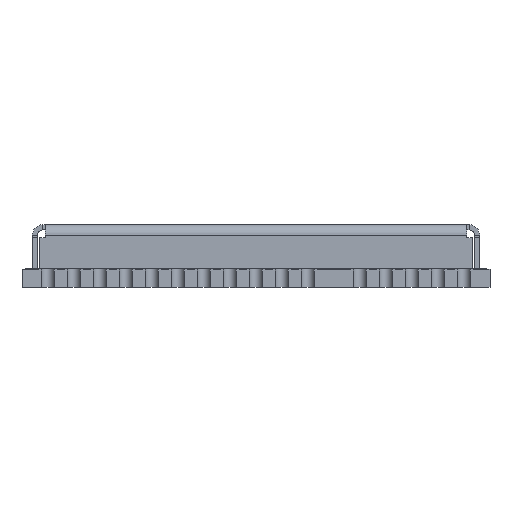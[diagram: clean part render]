
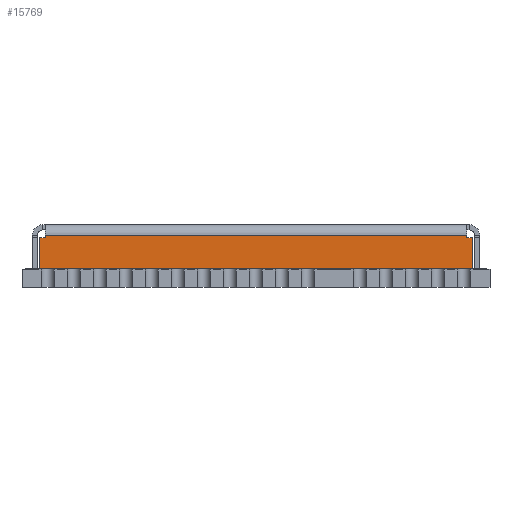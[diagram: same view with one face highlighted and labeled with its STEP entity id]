
A CAD part, front view. The second image highlights one B-rep face of the part: STEP entity #15769.
In plain terms, the highlighted face is planar.
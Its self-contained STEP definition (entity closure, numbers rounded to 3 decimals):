
#54 = ORIENTED_EDGE ( 'NONE', *, *, #1885, .F. ) ;
#293 = DIRECTION ( 'NONE',  ( 0., 0., 1. ) ) ;
#505 = CARTESIAN_POINT ( 'NONE',  ( 16.7, 17.2, 0.4 ) ) ;
#590 = ORIENTED_EDGE ( 'NONE', *, *, #6455, .T. ) ;
#600 = EDGE_CURVE ( 'NONE', #5801, #15693, #15955, .T. ) ;
#838 = DIRECTION ( 'NONE',  ( 0., 0., -1. ) ) ;
#866 = CARTESIAN_POINT ( 'NONE',  ( 0.5, 17.2, 0.5 ) ) ;
#996 = DIRECTION ( 'NONE',  ( -1., 0., 0. ) ) ;
#1593 = ORIENTED_EDGE ( 'NONE', *, *, #14707, .T. ) ;
#1719 = CARTESIAN_POINT ( 'NONE',  ( 0., 17.2, 0.5 ) ) ;
#1790 = CARTESIAN_POINT ( 'NONE',  ( 0., 17.2, 1.7 ) ) ;
#1806 = CARTESIAN_POINT ( 'NONE',  ( 0., 17.2, 0.5 ) ) ;
#1885 = EDGE_CURVE ( 'NONE', #5801, #12144, #9125, .T. ) ;
#1961 = CARTESIAN_POINT ( 'NONE',  ( 16.929, 17.2, 1.7 ) ) ;
#2023 = VECTOR ( 'NONE', #15528, 1000. ) ;
#2238 = VECTOR ( 'NONE', #838, 1000. ) ;
#2614 = AXIS2_PLACEMENT_3D ( 'NONE', #1790, #4114, #10313 ) ;
#2776 = CARTESIAN_POINT ( 'NONE',  ( 16.7, 17.2, 1.7 ) ) ;
#3407 = CARTESIAN_POINT ( 'NONE',  ( 0.271, 17.2, 2.85 ) ) ;
#3639 = VERTEX_POINT ( 'NONE', #5084 ) ;
#3782 = DIRECTION ( 'NONE',  ( 0., 0., -1. ) ) ;
#4039 = DIRECTION ( 'NONE',  ( -1., 0., 0. ) ) ;
#4114 = DIRECTION ( 'NONE',  ( 0., -1., 0. ) ) ;
#4521 = EDGE_CURVE ( 'NONE', #4761, #4588, #14884, .T. ) ;
#4525 = LINE ( 'NONE', #14494, #7765 ) ;
#4588 = VERTEX_POINT ( 'NONE', #14633 ) ;
#4761 = VERTEX_POINT ( 'NONE', #6417 ) ;
#4870 = CARTESIAN_POINT ( 'NONE',  ( 0.5, 17.2, 0.4 ) ) ;
#4888 = CARTESIAN_POINT ( 'NONE',  ( 0., 17.2, 1.7 ) ) ;
#5084 = CARTESIAN_POINT ( 'NONE',  ( 16.929, 17.2, 0.5 ) ) ;
#5380 = LINE ( 'NONE', #1806, #7727 ) ;
#5801 = VERTEX_POINT ( 'NONE', #505 ) ;
#6172 = EDGE_CURVE ( 'NONE', #11062, #4588, #11667, .T. ) ;
#6417 = CARTESIAN_POINT ( 'NONE',  ( 0.271, 17.2, 1.7 ) ) ;
#6455 = EDGE_CURVE ( 'NONE', #14863, #3639, #9893, .T. ) ;
#6835 = VECTOR ( 'NONE', #293, 1000. ) ;
#6951 = CARTESIAN_POINT ( 'NONE',  ( 16.7, 17.2, 0.5 ) ) ;
#7727 = VECTOR ( 'NONE', #4039, 1000. ) ;
#7765 = VECTOR ( 'NONE', #10567, 1000. ) ;
#8860 = EDGE_CURVE ( 'NONE', #14863, #4761, #16361, .T. ) ;
#9125 = LINE ( 'NONE', #2776, #6835 ) ;
#9389 = ORIENTED_EDGE ( 'NONE', *, *, #6172, .T. ) ;
#9837 = CARTESIAN_POINT ( 'NONE',  ( 16.7, 17.2, 0.4 ) ) ;
#9893 = LINE ( 'NONE', #15270, #12461 ) ;
#10310 = EDGE_LOOP ( 'NONE', ( #54, #15793, #12153, #9389, #15465, #12966, #590, #1593 ) ) ;
#10313 = DIRECTION ( 'NONE',  ( 0., 0., -1. ) ) ;
#10561 = PLANE ( 'NONE',  #2614 ) ;
#10567 = DIRECTION ( 'NONE',  ( 0., 0., -1. ) ) ;
#10784 = VECTOR ( 'NONE', #996, 1000. ) ;
#11062 = VERTEX_POINT ( 'NONE', #866 ) ;
#11667 = LINE ( 'NONE', #1719, #2023 ) ;
#12064 = EDGE_CURVE ( 'NONE', #11062, #15693, #4525, .T. ) ;
#12144 = VERTEX_POINT ( 'NONE', #6951 ) ;
#12153 = ORIENTED_EDGE ( 'NONE', *, *, #12064, .F. ) ;
#12461 = VECTOR ( 'NONE', #3782, 1000. ) ;
#12966 = ORIENTED_EDGE ( 'NONE', *, *, #8860, .F. ) ;
#12986 = FACE_OUTER_BOUND ( 'NONE', #10310, .T. ) ;
#13531 = DIRECTION ( 'NONE',  ( -1., 0., 0. ) ) ;
#14494 = CARTESIAN_POINT ( 'NONE',  ( 0.5, 17.2, 1.7 ) ) ;
#14633 = CARTESIAN_POINT ( 'NONE',  ( 0.271, 17.2, 0.5 ) ) ;
#14707 = EDGE_CURVE ( 'NONE', #3639, #12144, #5380, .T. ) ;
#14863 = VERTEX_POINT ( 'NONE', #1961 ) ;
#14884 = LINE ( 'NONE', #3407, #2238 ) ;
#15270 = CARTESIAN_POINT ( 'NONE',  ( 16.929, 17.2, 2.85 ) ) ;
#15465 = ORIENTED_EDGE ( 'NONE', *, *, #4521, .F. ) ;
#15528 = DIRECTION ( 'NONE',  ( -1., 0., 0. ) ) ;
#15693 = VERTEX_POINT ( 'NONE', #4870 ) ;
#15769 = ADVANCED_FACE ( 'NONE', ( #12986 ), #10561, .F. ) ;
#15793 = ORIENTED_EDGE ( 'NONE', *, *, #600, .T. ) ;
#15878 = VECTOR ( 'NONE', #13531, 1000. ) ;
#15955 = LINE ( 'NONE', #9837, #15878 ) ;
#16361 = LINE ( 'NONE', #4888, #10784 ) ;
